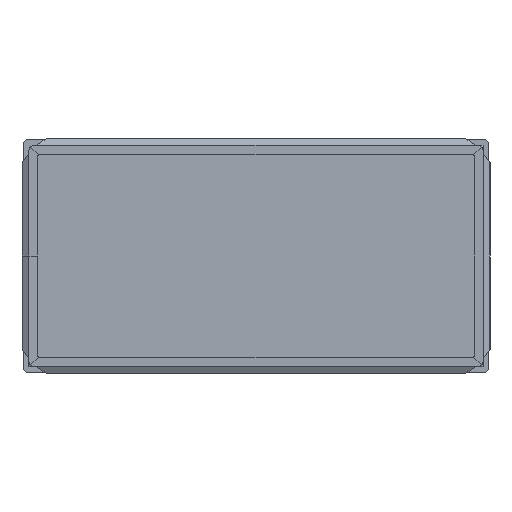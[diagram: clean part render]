
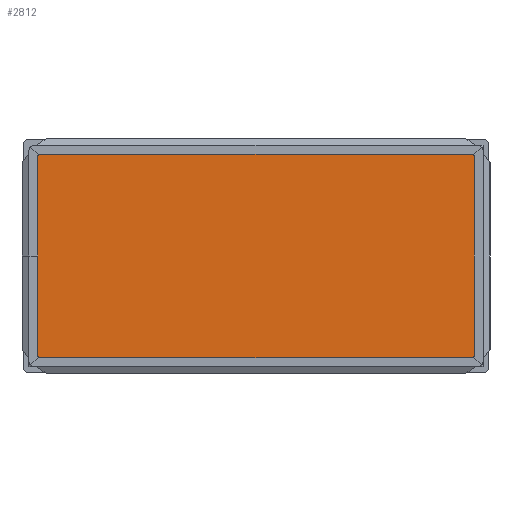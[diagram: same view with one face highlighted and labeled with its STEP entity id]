
A CAD part, front view. The second image highlights one B-rep face of the part: STEP entity #2812.
In plain terms, the highlighted planar face has unit normal (0, -1, 0).
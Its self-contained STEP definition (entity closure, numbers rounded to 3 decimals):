
#32 = CARTESIAN_POINT ( 'NONE',  ( -37.5, 16., -17.5 ) ) ;
#62 = VECTOR ( 'NONE', #605, 1000. ) ;
#65 = EDGE_CURVE ( 'NONE', #1208, #2420, #678, .T. ) ;
#92 = EDGE_CURVE ( 'NONE', #1208, #2348, #2170, .T. ) ;
#154 = CARTESIAN_POINT ( 'NONE',  ( 0., 16., 0. ) ) ;
#166 = DIRECTION ( 'NONE',  ( 0., 0., 1. ) ) ;
#181 = AXIS2_PLACEMENT_3D ( 'NONE', #2325, #1102, #2077 ) ;
#204 = VERTEX_POINT ( 'NONE', #2693 ) ;
#351 = DIRECTION ( 'NONE',  ( 0., 0., 1. ) ) ;
#519 = AXIS2_PLACEMENT_3D ( 'NONE', #154, #2805, #351 ) ;
#605 = DIRECTION ( 'NONE',  ( 0., 0., -1. ) ) ;
#611 = ORIENTED_EDGE ( 'NONE', *, *, #1313, .F. ) ;
#678 = CIRCLE ( 'NONE', #2485, 0.5 ) ;
#696 = DIRECTION ( 'NONE',  ( 0., -1., 0. ) ) ;
#727 = DIRECTION ( 'NONE',  ( 0., -1., 0. ) ) ;
#753 = CARTESIAN_POINT ( 'NONE',  ( -37.5, 16., 17. ) ) ;
#776 = VECTOR ( 'NONE', #166, 1000. ) ;
#793 = ORIENTED_EDGE ( 'NONE', *, *, #850, .F. ) ;
#801 = VECTOR ( 'NONE', #1747, 1000. ) ;
#850 = EDGE_CURVE ( 'NONE', #1935, #1910, #1262, .T. ) ;
#853 = CARTESIAN_POINT ( 'NONE',  ( -37.5, 16., 0. ) ) ;
#885 = CIRCLE ( 'NONE', #1553, 0.5 ) ;
#989 = CARTESIAN_POINT ( 'NONE',  ( -37.5, 16., -17.5 ) ) ;
#1072 = DIRECTION ( 'NONE',  ( 0., -1., 0. ) ) ;
#1102 = DIRECTION ( 'NONE',  ( 0., -1., 0. ) ) ;
#1185 = ORIENTED_EDGE ( 'NONE', *, *, #2333, .T. ) ;
#1208 = VERTEX_POINT ( 'NONE', #1508 ) ;
#1225 = DIRECTION ( 'NONE',  ( 0., 0., 1. ) ) ;
#1234 = ORIENTED_EDGE ( 'NONE', *, *, #1844, .F. ) ;
#1262 = LINE ( 'NONE', #989, #2971 ) ;
#1266 = CARTESIAN_POINT ( 'NONE',  ( -37., 16., -17.5 ) ) ;
#1313 = EDGE_CURVE ( 'NONE', #204, #1825, #2818, .T. ) ;
#1460 = LINE ( 'NONE', #32, #801 ) ;
#1508 = CARTESIAN_POINT ( 'NONE',  ( -37., 16., 17.5 ) ) ;
#1529 = EDGE_CURVE ( 'NONE', #1935, #3125, #1568, .T. ) ;
#1553 = AXIS2_PLACEMENT_3D ( 'NONE', #1963, #727, #1225 ) ;
#1568 = CIRCLE ( 'NONE', #181, 0.5 ) ;
#1587 = PLANE ( 'NONE',  #519 ) ;
#1645 = DIRECTION ( 'NONE',  ( 0., 0., 1. ) ) ;
#1746 = CARTESIAN_POINT ( 'NONE',  ( 37., 16., -17.5 ) ) ;
#1747 = DIRECTION ( 'NONE',  ( -1., 0., 0. ) ) ;
#1763 = CARTESIAN_POINT ( 'NONE',  ( 37.5, 16., -17. ) ) ;
#1825 = VERTEX_POINT ( 'NONE', #1763 ) ;
#1844 = EDGE_CURVE ( 'NONE', #2309, #3125, #1460, .T. ) ;
#1910 = VERTEX_POINT ( 'NONE', #853 ) ;
#1917 = LINE ( 'NONE', #2615, #776 ) ;
#1935 = VERTEX_POINT ( 'NONE', #2307 ) ;
#1963 = CARTESIAN_POINT ( 'NONE',  ( 37., 16., 17. ) ) ;
#1975 = ORIENTED_EDGE ( 'NONE', *, *, #2184, .F. ) ;
#1986 = ORIENTED_EDGE ( 'NONE', *, *, #1529, .T. ) ;
#2013 = CIRCLE ( 'NONE', #2905, 0.5 ) ;
#2077 = DIRECTION ( 'NONE',  ( 0., 0., 1. ) ) ;
#2140 = ORIENTED_EDGE ( 'NONE', *, *, #2556, .T. ) ;
#2170 = LINE ( 'NONE', #2658, #2582 ) ;
#2184 = EDGE_CURVE ( 'NONE', #1910, #2420, #1917, .T. ) ;
#2307 = CARTESIAN_POINT ( 'NONE',  ( -37.5, 16., -17. ) ) ;
#2309 = VERTEX_POINT ( 'NONE', #1746 ) ;
#2325 = CARTESIAN_POINT ( 'NONE',  ( -37., 16., -17. ) ) ;
#2333 = EDGE_CURVE ( 'NONE', #204, #2348, #885, .T. ) ;
#2340 = ORIENTED_EDGE ( 'NONE', *, *, #92, .F. ) ;
#2348 = VERTEX_POINT ( 'NONE', #2966 ) ;
#2420 = VERTEX_POINT ( 'NONE', #753 ) ;
#2485 = AXIS2_PLACEMENT_3D ( 'NONE', #2772, #1072, #2594 ) ;
#2546 = FACE_OUTER_BOUND ( 'NONE', #3069, .T. ) ;
#2556 = EDGE_CURVE ( 'NONE', #2309, #1825, #2013, .T. ) ;
#2557 = CARTESIAN_POINT ( 'NONE',  ( 37.5, 16., -17.5 ) ) ;
#2582 = VECTOR ( 'NONE', #2644, 1000. ) ;
#2594 = DIRECTION ( 'NONE',  ( 0., 0., 1. ) ) ;
#2615 = CARTESIAN_POINT ( 'NONE',  ( -37.5, 16., -17.5 ) ) ;
#2644 = DIRECTION ( 'NONE',  ( 1., 0., 0. ) ) ;
#2658 = CARTESIAN_POINT ( 'NONE',  ( -37.5, 16., 17.5 ) ) ;
#2667 = DIRECTION ( 'NONE',  ( 0., 0., 1. ) ) ;
#2693 = CARTESIAN_POINT ( 'NONE',  ( 37.5, 16., 17. ) ) ;
#2772 = CARTESIAN_POINT ( 'NONE',  ( -37., 16., 17. ) ) ;
#2805 = DIRECTION ( 'NONE',  ( 0., 1., 0. ) ) ;
#2812 = ADVANCED_FACE ( 'NONE', ( #2546 ), #1587, .F. ) ;
#2818 = LINE ( 'NONE', #2557, #62 ) ;
#2905 = AXIS2_PLACEMENT_3D ( 'NONE', #3084, #696, #1645 ) ;
#2961 = ORIENTED_EDGE ( 'NONE', *, *, #65, .T. ) ;
#2966 = CARTESIAN_POINT ( 'NONE',  ( 37., 16., 17.5 ) ) ;
#2971 = VECTOR ( 'NONE', #2667, 1000. ) ;
#3069 = EDGE_LOOP ( 'NONE', ( #611, #1185, #2340, #2961, #1975, #793, #1986, #1234, #2140 ) ) ;
#3084 = CARTESIAN_POINT ( 'NONE',  ( 37., 16., -17. ) ) ;
#3125 = VERTEX_POINT ( 'NONE', #1266 ) ;
